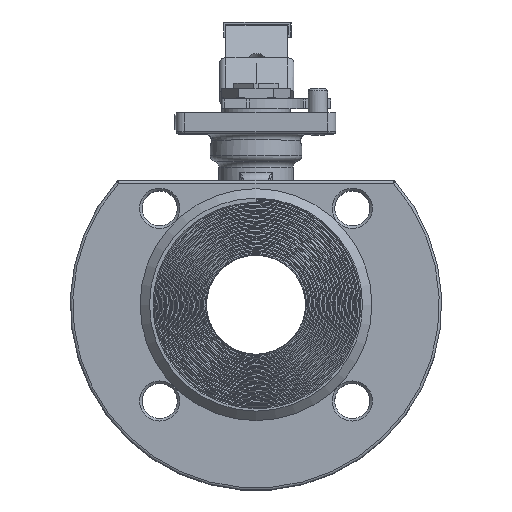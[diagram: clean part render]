
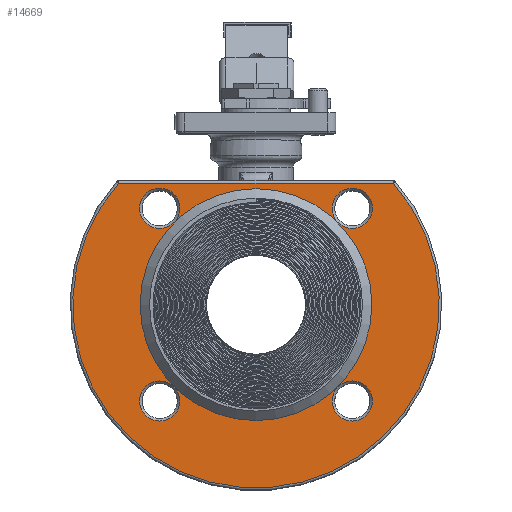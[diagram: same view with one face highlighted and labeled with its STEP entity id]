
A CAD part, top view. The second image highlights one B-rep face of the part: STEP entity #14669.
In plain terms, the highlighted planar face has unit normal (0, 0, 1).
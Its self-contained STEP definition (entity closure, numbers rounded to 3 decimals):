
#1442=LINE('',#43788,#2691);
#2691=VECTOR('',#18188,1000.);
#6149=ORIENTED_EDGE('',*,*,#9167,.F.);
#6150=ORIENTED_EDGE('',*,*,#9168,.T.);
#6151=ORIENTED_EDGE('',*,*,#8988,.T.);
#6152=ORIENTED_EDGE('',*,*,#9169,.T.);
#6153=ORIENTED_EDGE('',*,*,#9170,.T.);
#6154=ORIENTED_EDGE('',*,*,#9171,.T.);
#6155=ORIENTED_EDGE('',*,*,#9172,.T.);
#8988=EDGE_CURVE('',#10661,#10666,#1442,.T.);
#9167=EDGE_CURVE('',#10773,#10773,#11454,.T.);
#9168=EDGE_CURVE('',#10666,#10661,#11455,.T.);
#9169=EDGE_CURVE('',#10774,#10774,#11456,.T.);
#9170=EDGE_CURVE('',#10775,#10775,#11457,.T.);
#9171=EDGE_CURVE('',#10776,#10776,#11458,.T.);
#9172=EDGE_CURVE('',#10777,#10777,#11459,.T.);
#10661=VERTEX_POINT('',#43775);
#10666=VERTEX_POINT('',#43787);
#10773=VERTEX_POINT('',#56246);
#10774=VERTEX_POINT('',#56249);
#10775=VERTEX_POINT('',#56251);
#10776=VERTEX_POINT('',#56253);
#10777=VERTEX_POINT('',#56255);
#11454=CIRCLE('',#15832,46.8);
#11455=CIRCLE('',#15833,74.);
#11456=CIRCLE('',#15834,8.1);
#11457=CIRCLE('',#15835,8.1);
#11458=CIRCLE('',#15836,8.1);
#11459=CIRCLE('',#15837,8.1);
#12206=EDGE_LOOP('',(#6149));
#12207=EDGE_LOOP('',(#6150,#6151));
#12208=EDGE_LOOP('',(#6152));
#12209=EDGE_LOOP('',(#6153));
#12210=EDGE_LOOP('',(#6154));
#12211=EDGE_LOOP('',(#6155));
#13246=FACE_BOUND('',#12206,.T.);
#13247=FACE_BOUND('',#12207,.T.);
#13248=FACE_BOUND('',#12208,.T.);
#13249=FACE_BOUND('',#12209,.T.);
#13250=FACE_BOUND('',#12210,.T.);
#13251=FACE_BOUND('',#12211,.T.);
#13908=PLANE('',#15831);
#14669=ADVANCED_FACE('',(#13246,#13247,#13248,#13249,#13250,#13251),#13908,
 .T.);
#15831=AXIS2_PLACEMENT_3D('',#56244,#18485,#18486);
#15832=AXIS2_PLACEMENT_3D('',#56245,#18487,#18488);
#15833=AXIS2_PLACEMENT_3D('',#56247,#18489,#18490);
#15834=AXIS2_PLACEMENT_3D('',#56248,#18491,#18492);
#15835=AXIS2_PLACEMENT_3D('',#56250,#18493,#18494);
#15836=AXIS2_PLACEMENT_3D('',#56252,#18495,#18496);
#15837=AXIS2_PLACEMENT_3D('',#56254,#18497,#18498);
#18188=DIRECTION('',(-1.,0.,0.));
#18485=DIRECTION('',(0.,0.,1.));
#18486=DIRECTION('',(1.,0.,0.));
#18487=DIRECTION('',(0.,0.,1.));
#18488=DIRECTION('',(1.,0.,0.));
#18489=DIRECTION('',(0.,0.,1.));
#18490=DIRECTION('',(1.,0.,0.));
#18491=DIRECTION('',(0.,0.,-1.));
#18492=DIRECTION('',(1.,0.,0.));
#18493=DIRECTION('',(0.,0.,-1.));
#18494=DIRECTION('',(1.,0.,0.));
#18495=DIRECTION('',(0.,0.,-1.));
#18496=DIRECTION('',(1.,0.,0.));
#18497=DIRECTION('',(0.,0.,-1.));
#18498=DIRECTION('',(1.,0.,0.));
#43775=CARTESIAN_POINT('',(55.453,49.,30.5));
#43787=CARTESIAN_POINT('',(-55.453,49.,30.5));
#43788=CARTESIAN_POINT('',(-55.902,49.,30.5));
#56244=CARTESIAN_POINT('',(0.,0.,30.5));
#56245=CARTESIAN_POINT('',(0.,0.,30.5));
#56246=CARTESIAN_POINT('',(46.8,0.,30.5));
#56247=CARTESIAN_POINT('',(0.,0.,30.5));
#56248=CARTESIAN_POINT('',(-38.891,38.891,30.5));
#56249=CARTESIAN_POINT('',(-30.791,38.891,30.5));
#56250=CARTESIAN_POINT('',(38.892,38.892,30.5));
#56251=CARTESIAN_POINT('',(46.992,38.892,30.5));
#56252=CARTESIAN_POINT('',(38.893,-38.891,30.5));
#56253=CARTESIAN_POINT('',(46.993,-38.891,30.5));
#56254=CARTESIAN_POINT('',(-38.89,-38.892,30.5));
#56255=CARTESIAN_POINT('',(-30.79,-38.892,30.5));
